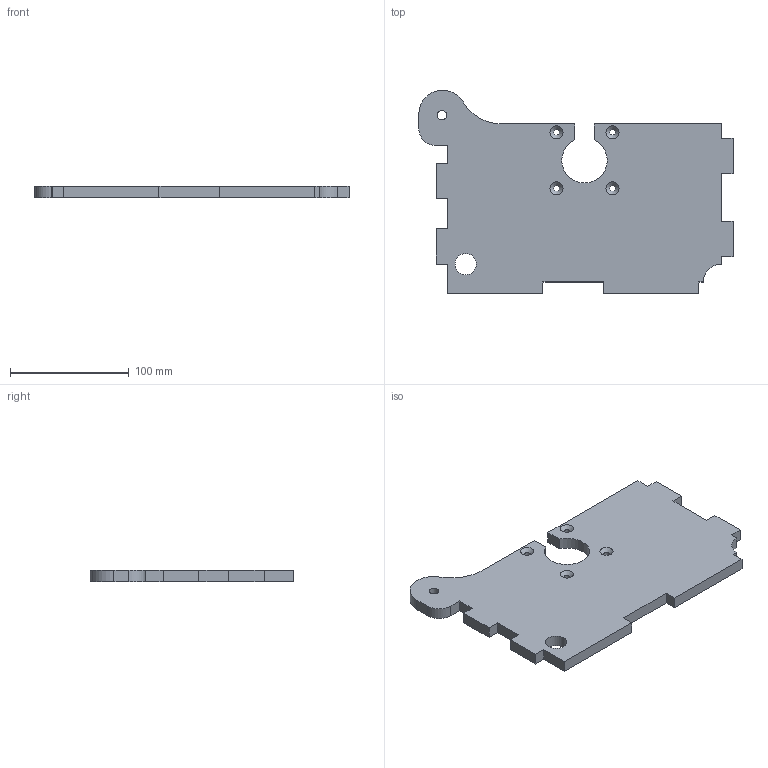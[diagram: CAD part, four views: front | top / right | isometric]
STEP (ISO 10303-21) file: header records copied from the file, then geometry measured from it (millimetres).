
FILE_DESCRIPTION(('FreeCAD Model'),'2;1');
FILE_NAME('Soporte_Leva1.step','2020-04-17T12:09:49',('Author'),(''), 'Open CASCADE STEP processor 7.3','FreeCAD','Unknown');
FILE_SCHEMA(('AUTOMOTIVE_DESIGN { 1 0 10303 214 1 1 1 1 }'));
Length unit declared in the file: millimetre
Products named in the file (1): Chamfer
Bounding box: 264.44 x 171.46 x 10 mm (x, y, z)
Volume: 329475.7 mm3; surface area: 77618.7 mm2
Topology: 1 solids, 1 shells, 48 faces, 134 edges, 88 vertices
Faces by surface type: plane 33, cylinder 11, cone 4
Full cylindrical faces by diameter (mm): 5 x4, 8 x1, 18 x1
Entity records: 3355 total; most frequent: CARTESIAN_POINT 657, DIRECTION 493, LINE 338, VECTOR 338, ORIENTED_EDGE 268, PCURVE 268, DEFINITIONAL_REPRESENTATION 268, EDGE_CURVE 134
